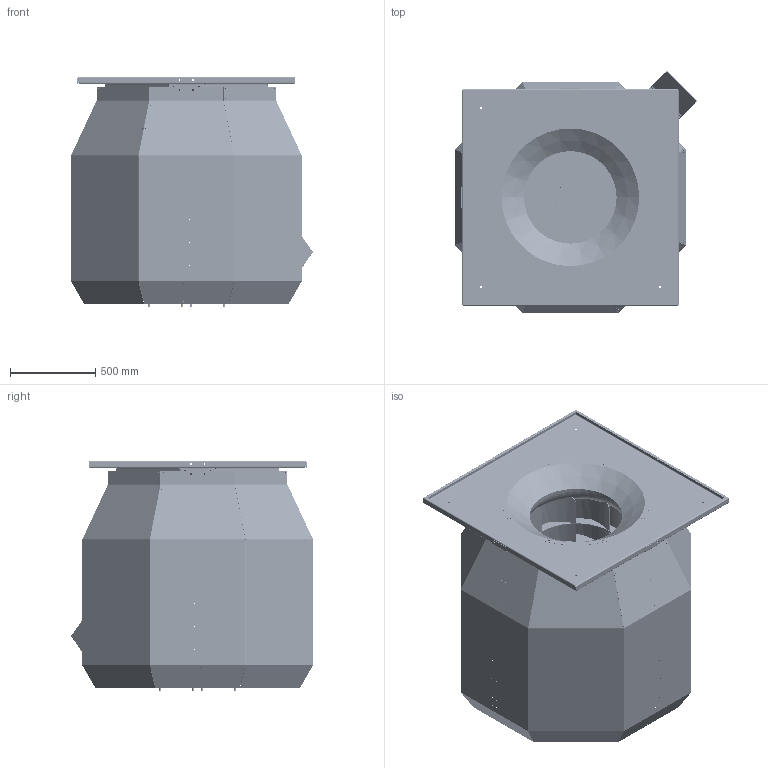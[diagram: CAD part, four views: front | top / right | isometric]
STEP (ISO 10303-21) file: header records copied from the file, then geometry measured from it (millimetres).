
FILE_DESCRIPTION(('STEP AP203'), '1');
FILE_NAME('薹陔 8鼯', '', ('UNSPECIFIED'), ('UNSPECIFIED'), 'ASCON STEP Converter 1.3', 'ASCON Math Kernel', '');
FILE_SCHEMA(('CONFIG_CONTROL_DESIGN'));
Length unit declared in the file: millimetre
Products named in the file (1): ÂÊÐÂê 8ÄÓ
Bounding box: 1418.59 x 1418.59 x 1352 mm (x, y, z)
Volume: 33479807.2 mm3; surface area: 36547023 mm2
Topology: 19 solids, 20 shells, 4430 faces, 11379 edges, 6828 vertices
Faces by surface type: plane 2789, cylinder 1581, bspline 48, cone 10, torus 2
Full cylindrical faces by diameter (mm): 5 x525, 9.3 x112, 11.3 x136, 12 x4, 13 x6, 13.3 x44, 16 x4, 19 x12, 40 x8, 165 x1, 250 x1, 542.6 x1, 545 x1, 556 x1, 560 x1, 564 x1, 800 x2, 808 x1, 868 x1
Entity records: 170515 total; most frequent: CARTESIAN_POINT 26400, DIRECTION 22592, ORIENTED_EDGE 21008, EDGE_CURVE 10504, AXIS2_PLACEMENT_3D 8182, EDGE_LOOP 6992, VERTEX_POINT 6830, LINE 6228
